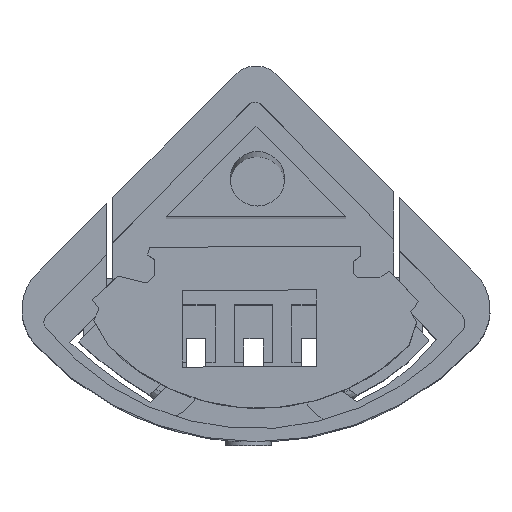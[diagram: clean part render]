
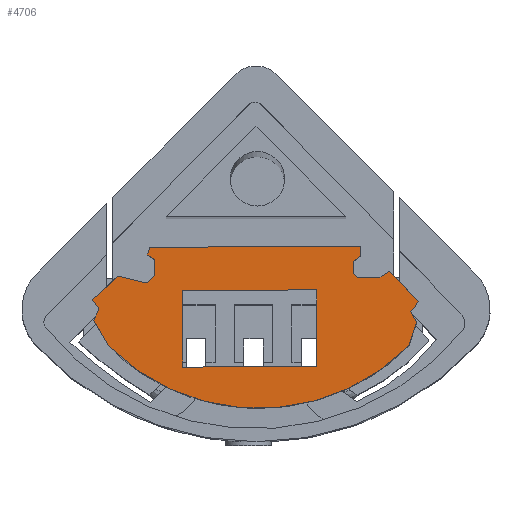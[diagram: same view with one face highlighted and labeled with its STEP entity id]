
A CAD part, top view. The second image highlights one B-rep face of the part: STEP entity #4706.
In plain terms, the highlighted planar face has unit normal (0, 0, 1).
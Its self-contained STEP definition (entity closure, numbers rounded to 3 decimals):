
#56=FACE_BOUND('',#404,.T.);
#160=FACE_OUTER_BOUND('',#403,.T.);
#403=EDGE_LOOP('',(#3400,#3401,#3402,#3403,#3404,#3405,#3406,#3407,#3408,
#3409,#3410,#3411,#3412,#3413,#3414,#3415,#3416,#3417,#3418,#3419,#3420));
#404=EDGE_LOOP('',(#3421,#3422,#3423,#3424));
#758=LINE('',#6937,#1380);
#759=LINE('',#6939,#1381);
#760=LINE('',#6941,#1382);
#761=LINE('',#6943,#1383);
#762=LINE('',#6945,#1384);
#763=LINE('',#6947,#1385);
#764=LINE('',#6949,#1386);
#765=LINE('',#6951,#1387);
#766=LINE('',#6953,#1388);
#767=LINE('',#6955,#1389);
#768=LINE('',#6957,#1390);
#769=LINE('',#6959,#1391);
#770=LINE('',#6961,#1392);
#771=LINE('',#6963,#1393);
#772=LINE('',#6965,#1394);
#773=LINE('',#6967,#1395);
#774=LINE('',#6969,#1396);
#775=LINE('',#6971,#1397);
#776=LINE('',#6973,#1398);
#777=LINE('',#6974,#1399);
#778=LINE('',#6977,#1400);
#779=LINE('',#6979,#1401);
#780=LINE('',#6981,#1402);
#781=LINE('',#6982,#1403);
#1380=VECTOR('',#5597,1.265);
#1381=VECTOR('',#5598,0.671);
#1382=VECTOR('',#5599,0.64);
#1383=VECTOR('',#5600,2.193);
#1384=VECTOR('',#5601,0.67);
#1385=VECTOR('',#5602,1.095);
#1386=VECTOR('',#5603,0.35);
#1387=VECTOR('',#5604,0.6);
#1388=VECTOR('',#5605,0.5);
#1389=VECTOR('',#5606,0.5);
#1390=VECTOR('',#5607,11.011);
#1391=VECTOR('',#5608,0.421);
#1392=VECTOR('',#5609,0.451);
#1393=VECTOR('',#5610,0.845);
#1394=VECTOR('',#5611,0.566);
#1395=VECTOR('',#5612,1.563);
#1396=VECTOR('',#5613,1.791);
#1397=VECTOR('',#5614,0.55);
#1398=VECTOR('',#5615,0.679);
#1399=VECTOR('',#5616,1.587);
#1400=VECTOR('',#5617,7.008);
#1401=VECTOR('',#5618,4.);
#1402=VECTOR('',#5619,7.008);
#1403=VECTOR('',#5620,4.);
#1864=CIRCLE('',#5018,11.053);
#2042=VERTEX_POINT('',#6933);
#2043=VERTEX_POINT('',#6934);
#2044=VERTEX_POINT('',#6936);
#2045=VERTEX_POINT('',#6938);
#2046=VERTEX_POINT('',#6940);
#2047=VERTEX_POINT('',#6942);
#2048=VERTEX_POINT('',#6944);
#2049=VERTEX_POINT('',#6946);
#2050=VERTEX_POINT('',#6948);
#2051=VERTEX_POINT('',#6950);
#2052=VERTEX_POINT('',#6952);
#2053=VERTEX_POINT('',#6954);
#2054=VERTEX_POINT('',#6956);
#2055=VERTEX_POINT('',#6958);
#2056=VERTEX_POINT('',#6960);
#2057=VERTEX_POINT('',#6962);
#2058=VERTEX_POINT('',#6964);
#2059=VERTEX_POINT('',#6966);
#2060=VERTEX_POINT('',#6968);
#2061=VERTEX_POINT('',#6970);
#2062=VERTEX_POINT('',#6972);
#2063=VERTEX_POINT('',#6975);
#2064=VERTEX_POINT('',#6976);
#2065=VERTEX_POINT('',#6978);
#2066=VERTEX_POINT('',#6980);
#2554=EDGE_CURVE('',#2042,#2043,#1864,.T.);
#2555=EDGE_CURVE('',#2044,#2043,#758,.T.);
#2556=EDGE_CURVE('',#2045,#2044,#759,.T.);
#2557=EDGE_CURVE('',#2046,#2045,#760,.T.);
#2558=EDGE_CURVE('',#2047,#2046,#761,.T.);
#2559=EDGE_CURVE('',#2047,#2048,#762,.T.);
#2560=EDGE_CURVE('',#2048,#2049,#763,.T.);
#2561=EDGE_CURVE('',#2049,#2050,#764,.T.);
#2562=EDGE_CURVE('',#2050,#2051,#765,.T.);
#2563=EDGE_CURVE('',#2051,#2052,#766,.T.);
#2564=EDGE_CURVE('',#2052,#2053,#767,.T.);
#2565=EDGE_CURVE('',#2053,#2054,#768,.T.);
#2566=EDGE_CURVE('',#2054,#2055,#769,.T.);
#2567=EDGE_CURVE('',#2055,#2056,#770,.T.);
#2568=EDGE_CURVE('',#2056,#2057,#771,.T.);
#2569=EDGE_CURVE('',#2057,#2058,#772,.T.);
#2570=EDGE_CURVE('',#2058,#2059,#773,.T.);
#2571=EDGE_CURVE('',#2059,#2060,#774,.T.);
#2572=EDGE_CURVE('',#2060,#2061,#775,.T.);
#2573=EDGE_CURVE('',#2061,#2062,#776,.T.);
#2574=EDGE_CURVE('',#2062,#2042,#777,.T.);
#2575=EDGE_CURVE('',#2063,#2064,#778,.T.);
#2576=EDGE_CURVE('',#2064,#2065,#779,.T.);
#2577=EDGE_CURVE('',#2065,#2066,#780,.T.);
#2578=EDGE_CURVE('',#2066,#2063,#781,.T.);
#3400=ORIENTED_EDGE('',*,*,#2554,.T.);
#3401=ORIENTED_EDGE('',*,*,#2555,.F.);
#3402=ORIENTED_EDGE('',*,*,#2556,.F.);
#3403=ORIENTED_EDGE('',*,*,#2557,.F.);
#3404=ORIENTED_EDGE('',*,*,#2558,.F.);
#3405=ORIENTED_EDGE('',*,*,#2559,.T.);
#3406=ORIENTED_EDGE('',*,*,#2560,.T.);
#3407=ORIENTED_EDGE('',*,*,#2561,.T.);
#3408=ORIENTED_EDGE('',*,*,#2562,.T.);
#3409=ORIENTED_EDGE('',*,*,#2563,.T.);
#3410=ORIENTED_EDGE('',*,*,#2564,.T.);
#3411=ORIENTED_EDGE('',*,*,#2565,.T.);
#3412=ORIENTED_EDGE('',*,*,#2566,.T.);
#3413=ORIENTED_EDGE('',*,*,#2567,.T.);
#3414=ORIENTED_EDGE('',*,*,#2568,.T.);
#3415=ORIENTED_EDGE('',*,*,#2569,.T.);
#3416=ORIENTED_EDGE('',*,*,#2570,.T.);
#3417=ORIENTED_EDGE('',*,*,#2571,.T.);
#3418=ORIENTED_EDGE('',*,*,#2572,.T.);
#3419=ORIENTED_EDGE('',*,*,#2573,.T.);
#3420=ORIENTED_EDGE('',*,*,#2574,.T.);
#3421=ORIENTED_EDGE('',*,*,#2575,.T.);
#3422=ORIENTED_EDGE('',*,*,#2576,.T.);
#3423=ORIENTED_EDGE('',*,*,#2577,.T.);
#3424=ORIENTED_EDGE('',*,*,#2578,.T.);
#4486=PLANE('',#5017);
#4706=ADVANCED_FACE('',(#160,#56),#4486,.F.);
#5017=AXIS2_PLACEMENT_3D('',#6932,#5593,#5594);
#5018=AXIS2_PLACEMENT_3D('',#6935,#5595,#5596);
#5593=DIRECTION('center_axis',(0.,0.,-1.));
#5594=DIRECTION('ref_axis',(1.,0.,0.));
#5595=DIRECTION('center_axis',(0.,0.,1.));
#5596=DIRECTION('ref_axis',(-1.,0.,0.));
#5597=DIRECTION('',(-0.316,-0.949,0.));
#5598=DIRECTION('',(0.447,-0.894,0.));
#5599=DIRECTION('',(-0.625,-0.781,0.));
#5600=DIRECTION('',(0.684,-0.73,0.));
#5601=DIRECTION('',(-0.846,-0.533,0.));
#5602=DIRECTION('',(-1.,0.,0.));
#5603=DIRECTION('',(-0.68,0.733,0.));
#5604=DIRECTION('',(0.,1.,0.));
#5605=DIRECTION('',(0.8,0.6,0.));
#5606=DIRECTION('',(0.,1.,0.));
#5607=DIRECTION('',(-1.,-0.005,0.));
#5608=DIRECTION('',(-0.301,-0.954,0.));
#5609=DIRECTION('',(0.845,-0.535,0.));
#5610=DIRECTION('',(0.,-1.,0.));
#5611=DIRECTION('',(-0.752,-0.659,0.));
#5612=DIRECTION('',(-0.973,0.232,0.));
#5613=DIRECTION('',(-0.716,-0.698,0.));
#5614=DIRECTION('',(0.598,-0.802,0.));
#5615=DIRECTION('',(-0.408,-0.913,0.));
#5616=DIRECTION('',(0.506,-0.863,0.));
#5617=DIRECTION('',(1.,0.003,0.));
#5618=DIRECTION('',(0.,-1.,0.));
#5619=DIRECTION('',(-1.,-0.003,0.));
#5620=DIRECTION('',(0.,1.,0.));
#6932=CARTESIAN_POINT('Origin',(0.,0.,130.));
#6933=CARTESIAN_POINT('',(37.169,52.566,130.));
#6934=CARTESIAN_POINT('',(52.8,52.6,130.));
#6935=CARTESIAN_POINT('Origin',(44.968,60.399,130.));
#6936=CARTESIAN_POINT('',(53.2,53.8,130.));
#6937=CARTESIAN_POINT('',(53.2,53.8,130.));
#6938=CARTESIAN_POINT('',(52.9,54.4,130.));
#6939=CARTESIAN_POINT('',(52.9,54.4,130.));
#6940=CARTESIAN_POINT('',(53.3,54.9,130.));
#6941=CARTESIAN_POINT('',(53.3,54.9,130.));
#6942=CARTESIAN_POINT('',(51.8,56.5,130.));
#6943=CARTESIAN_POINT('',(51.8,56.5,130.));
#6944=CARTESIAN_POINT('',(51.233,56.143,130.));
#6945=CARTESIAN_POINT('',(51.8,56.5,130.));
#6946=CARTESIAN_POINT('',(50.138,56.143,130.));
#6947=CARTESIAN_POINT('',(51.233,56.143,130.));
#6948=CARTESIAN_POINT('',(49.9,56.4,130.));
#6949=CARTESIAN_POINT('',(50.138,56.143,130.));
#6950=CARTESIAN_POINT('',(49.9,57.,130.));
#6951=CARTESIAN_POINT('',(49.9,56.4,130.));
#6952=CARTESIAN_POINT('',(50.3,57.3,130.));
#6953=CARTESIAN_POINT('',(49.9,57.,130.));
#6954=CARTESIAN_POINT('',(50.3,57.8,130.));
#6955=CARTESIAN_POINT('',(50.3,57.3,130.));
#6956=CARTESIAN_POINT('',(39.289,57.744,130.));
#6957=CARTESIAN_POINT('',(50.3,57.8,130.));
#6958=CARTESIAN_POINT('',(39.162,57.342,130.));
#6959=CARTESIAN_POINT('',(39.289,57.744,130.));
#6960=CARTESIAN_POINT('',(39.543,57.101,130.));
#6961=CARTESIAN_POINT('',(39.162,57.342,130.));
#6962=CARTESIAN_POINT('',(39.543,56.256,130.));
#6963=CARTESIAN_POINT('',(39.543,57.101,130.));
#6964=CARTESIAN_POINT('',(39.117,55.883,130.));
#6965=CARTESIAN_POINT('',(39.543,56.256,130.));
#6966=CARTESIAN_POINT('',(37.597,56.246,130.));
#6967=CARTESIAN_POINT('',(39.117,55.883,130.));
#6968=CARTESIAN_POINT('',(36.314,54.996,130.));
#6969=CARTESIAN_POINT('',(37.597,56.246,130.));
#6970=CARTESIAN_POINT('',(36.643,54.555,130.));
#6971=CARTESIAN_POINT('',(36.314,54.996,130.));
#6972=CARTESIAN_POINT('',(36.366,53.935,130.));
#6973=CARTESIAN_POINT('',(36.643,54.555,130.));
#6974=CARTESIAN_POINT('',(36.366,53.935,130.));
#6975=CARTESIAN_POINT('',(41.,55.5,130.));
#6976=CARTESIAN_POINT('',(48.008,55.522,130.));
#6977=CARTESIAN_POINT('',(41.,55.5,130.));
#6978=CARTESIAN_POINT('',(48.008,51.522,130.));
#6979=CARTESIAN_POINT('',(48.008,55.522,130.));
#6980=CARTESIAN_POINT('',(41.,51.5,130.));
#6981=CARTESIAN_POINT('',(48.008,51.522,130.));
#6982=CARTESIAN_POINT('',(41.,51.5,130.));
